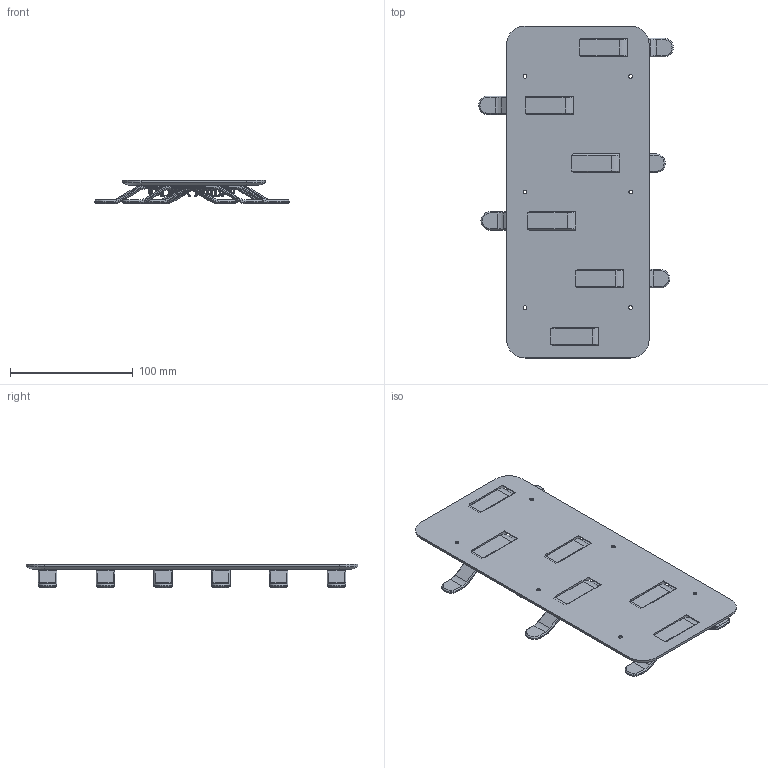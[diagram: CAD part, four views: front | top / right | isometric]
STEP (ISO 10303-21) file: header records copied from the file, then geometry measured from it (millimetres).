
FILE_DESCRIPTION(/* description */ (''),/* implementation_level */ '2;1');
FILE_NAME(/* name */ '6x-cable-ganger-medium.stp',/* time_stamp */ '2024-09-25T21:05:06+01:00',/* author */ ('iwheard'),/* organization */ (''),/* preprocessor_version */ 'ST-DEVELOPER v19',/* originating_system */ 'Autodesk Inventor 2023',/* authorisation */ '');
FILE_SCHEMA (('AUTOMOTIVE_DESIGN { 1 0 10303 214 3 1 1 }'));
Length unit declared in the file: millimetre
Products named in the file (3): cable-hanger-hook; backplate-0; cable-hanger
Assembly tree (7 placements, depth 2):
  cable-hanger-hook
    cable-hanger  x6
    backplate-0
Bounding box: 158.28 x 270 x 19 mm (x, y, z)
Volume: 148603 mm3; surface area: 97759.2 mm2
Topology: 7 solids, 7 shells, 1032 faces, 2644 edges, 1644 vertices
Faces by surface type: plane 454, cone 358, cylinder 220
Full cylindrical faces by diameter (mm): 3.1 x6
Entity records: 8586 total; most frequent: CARTESIAN_POINT 1601, DIRECTION 1436, ORIENTED_EDGE 1428, EDGE_CURVE 714, AXIS2_PLACEMENT_3D 491, LINE 454, VECTOR 454, VERTEX_POINT 454
